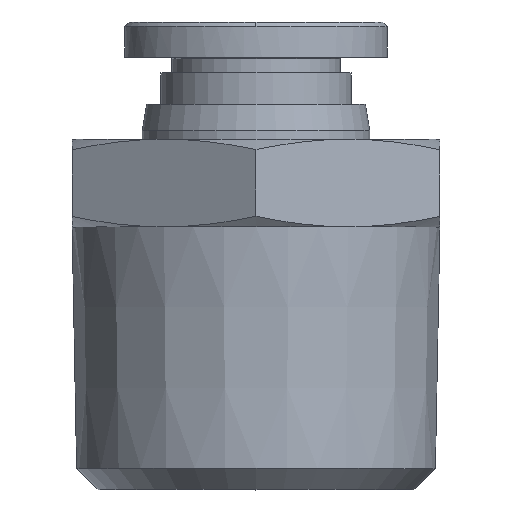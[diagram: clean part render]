
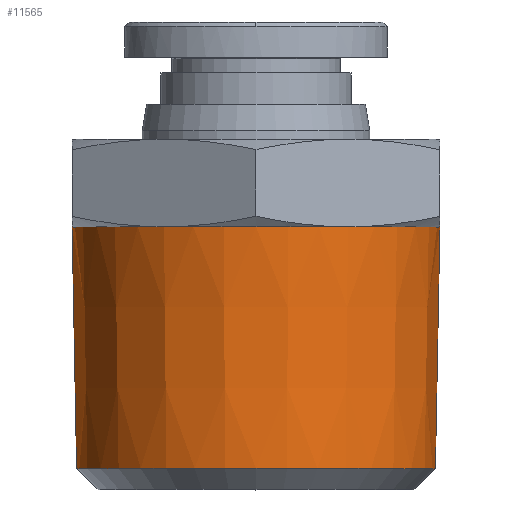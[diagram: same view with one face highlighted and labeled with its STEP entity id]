
A CAD part, top view. The second image highlights one B-rep face of the part: STEP entity #11565.
In plain terms, the highlighted conical face has half-angle 1.06 degrees and reference radius 10.5 mm.
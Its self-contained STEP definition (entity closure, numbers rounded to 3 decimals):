
#614 = CARTESIAN_POINT ( 'NONE',  ( 11.224, 10.28, 5.762 ) ) ;
#716 = CARTESIAN_POINT ( 'NONE',  ( 16.474, 10.28, 14.855 ) ) ;
#811 = EDGE_CURVE ( 'NONE', #5480, #4903, #2798, .T. ) ;
#876 = LINE ( 'NONE', #9397, #16365 ) ;
#1016 = EDGE_CURVE ( 'NONE', #1953, #1483, #5352, .T. ) ;
#1149 = EDGE_CURVE ( 'NONE', #1706, #1953, #14714, .T. ) ;
#1483 = VERTEX_POINT ( 'NONE', #8245 ) ;
#1706 = VERTEX_POINT ( 'NONE', #716 ) ;
#1839 = CARTESIAN_POINT ( 'NONE',  ( 0.98, -3.52, 5.762 ) ) ;
#1953 = VERTEX_POINT ( 'NONE', #2433 ) ;
#2433 = CARTESIAN_POINT ( 'NONE',  ( 5.974, 10.28, 14.855 ) ) ;
#2798 = CIRCLE ( 'NONE', #13155, 10.245 ) ;
#2847 = CARTESIAN_POINT ( 'NONE',  ( 21.469, -3.52, 5.762 ) ) ;
#2934 = CARTESIAN_POINT ( 'NONE',  ( 11.224, 10.28, 5.762 ) ) ;
#3040 = EDGE_CURVE ( 'NONE', #4903, #12419, #876, .T. ) ;
#3475 = CIRCLE ( 'NONE', #15679, 10.5 ) ;
#4302 = DIRECTION ( 'NONE',  ( 1., 0., 0. ) ) ;
#4603 = ORIENTED_EDGE ( 'NONE', *, *, #3040, .T. ) ;
#4903 = VERTEX_POINT ( 'NONE', #2847 ) ;
#5095 = ORIENTED_EDGE ( 'NONE', *, *, #1149, .T. ) ;
#5278 = FACE_OUTER_BOUND ( 'NONE', #9363, .T. ) ;
#5352 = CIRCLE ( 'NONE', #9263, 10.5 ) ;
#5358 = ORIENTED_EDGE ( 'NONE', *, *, #16216, .F. ) ;
#5429 = DIRECTION ( 'NONE',  ( 0., -1., 0. ) ) ;
#5480 = VERTEX_POINT ( 'NONE', #1839 ) ;
#6502 = LINE ( 'NONE', #7201, #10787 ) ;
#6735 = CARTESIAN_POINT ( 'NONE',  ( 21.724, 10.28, 5.762 ) ) ;
#7201 = CARTESIAN_POINT ( 'NONE',  ( 0.724, 10.28, 5.762 ) ) ;
#7648 = CONICAL_SURFACE ( 'NONE', #9137, 10.5, 0.018 ) ;
#8245 = CARTESIAN_POINT ( 'NONE',  ( 0.724, 10.28, 5.762 ) ) ;
#8533 = DIRECTION ( 'NONE',  ( 0., 0., 1. ) ) ;
#8673 = AXIS2_PLACEMENT_3D ( 'NONE', #614, #11582, #10160 ) ;
#9137 = AXIS2_PLACEMENT_3D ( 'NONE', #16326, #17670, #4302 ) ;
#9263 = AXIS2_PLACEMENT_3D ( 'NONE', #16492, #5429, #16611 ) ;
#9363 = EDGE_LOOP ( 'NONE', ( #5358, #14105, #4603, #9769, #5095, #17242 ) ) ;
#9397 = CARTESIAN_POINT ( 'NONE',  ( 21.724, 10.28, 5.762 ) ) ;
#9769 = ORIENTED_EDGE ( 'NONE', *, *, #11155, .T. ) ;
#10160 = DIRECTION ( 'NONE',  ( 0., 0., 1. ) ) ;
#10787 = VECTOR ( 'NONE', #16839, 1000. ) ;
#11155 = EDGE_CURVE ( 'NONE', #12419, #1706, #3475, .T. ) ;
#11565 = ADVANCED_FACE ( 'NONE', ( #5278 ), #7648, .T. ) ;
#11582 = DIRECTION ( 'NONE',  ( 0., -1., 0. ) ) ;
#12285 = CARTESIAN_POINT ( 'NONE',  ( 11.224, -3.52, 5.762 ) ) ;
#12419 = VERTEX_POINT ( 'NONE', #6735 ) ;
#13155 = AXIS2_PLACEMENT_3D ( 'NONE', #12285, #14812, #16193 ) ;
#14105 = ORIENTED_EDGE ( 'NONE', *, *, #811, .T. ) ;
#14714 = CIRCLE ( 'NONE', #8673, 10.5 ) ;
#14812 = DIRECTION ( 'NONE',  ( 0., 1., 0. ) ) ;
#15679 = AXIS2_PLACEMENT_3D ( 'NONE', #2934, #16745, #8533 ) ;
#16193 = DIRECTION ( 'NONE',  ( 0., 0., 1. ) ) ;
#16216 = EDGE_CURVE ( 'NONE', #5480, #1483, #6502, .T. ) ;
#16298 = DIRECTION ( 'NONE',  ( 0.018, 1., 0. ) ) ;
#16326 = CARTESIAN_POINT ( 'NONE',  ( 11.224, 10.28, 5.762 ) ) ;
#16365 = VECTOR ( 'NONE', #16298, 1000. ) ;
#16492 = CARTESIAN_POINT ( 'NONE',  ( 11.224, 10.28, 5.762 ) ) ;
#16611 = DIRECTION ( 'NONE',  ( 0., 0., 1. ) ) ;
#16745 = DIRECTION ( 'NONE',  ( 0., -1., 0. ) ) ;
#16839 = DIRECTION ( 'NONE',  ( -0.018, 1., 0. ) ) ;
#17242 = ORIENTED_EDGE ( 'NONE', *, *, #1016, .T. ) ;
#17670 = DIRECTION ( 'NONE',  ( 0., 1., 0. ) ) ;
